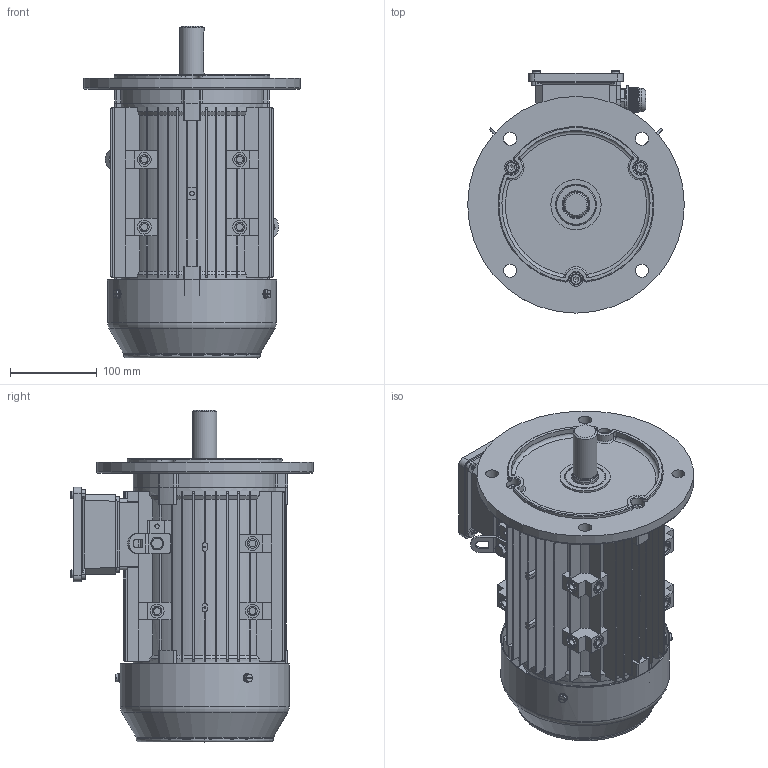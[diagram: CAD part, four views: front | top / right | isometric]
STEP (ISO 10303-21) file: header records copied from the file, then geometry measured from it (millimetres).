
FILE_DESCRIPTION(/* description */ (''),/* implementation_level */ '2;1');
FILE_NAME(/* name */ 'JL-100-B5.stp',/* time_stamp */ '2018-12-30T14:36:25+08:00',/* author */ (''),/* organization */ (''),/* preprocessor_version */ 'ST-DEVELOPER v16.7',/* originating_system */ 'SIEMENS PLM Software NX 12.0',/* authorisation */ '');
FILE_SCHEMA (('AP203_CONFIGURATION_CONTROLLED_3D_DESIGN_OF_MECHANICAL_PARTS_AND_ASSEMBLIES_MIM_LF { 1 0 10303 403 2 1 2}'));
Products named in the file (1): JL-100-B5
Bounding box: 250 x 279.5 x 383 mm (x, y, z)
Volume: 1985075.2 mm3; surface area: 1094676.4 mm2
Topology: 47 solids, 47 shells, 4421 faces, 12349 edges, 8152 vertices
Faces by surface type: plane 2580, cylinder 1368, torus 230, cone 186, bspline 41, sphere 16
Full cylindrical faces by diameter (mm): 2 x4, 4 x11, 4.48 x8, 4.8 x4, 5 x23, 5.3 x4, 5.8 x14, 7.188 x3, 8 x27, 8.58 x2, 9 x2, 9.1 x3, 10 x10, 11 x12, 13 x7, 14.785 x2, 15 x4, 16 x15, 17.188 x2, 20.312 x4, 23.438 x10, 24.219 x12, 25 x24, 25.781 x12, 26.562 x12, 26.953 x2, 27 x1, 27.2 x1, 28 x2, 28.2 x1
Entity records: 153672 total; most frequent: CARTESIAN_POINT 43629, ORIENTED_EDGE 23304, DIRECTION 21669, EDGE_CURVE 11652, VERTEX_POINT 7871, AXIS2_PLACEMENT_3D 7502, LINE 6665, VECTOR 6665
